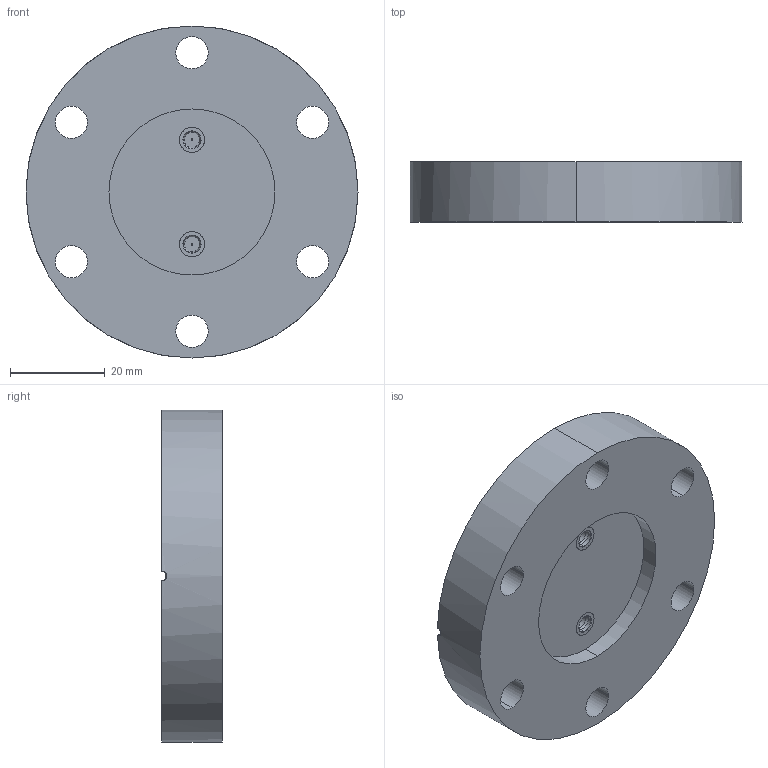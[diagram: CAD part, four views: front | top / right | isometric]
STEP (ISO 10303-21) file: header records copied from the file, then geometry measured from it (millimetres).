
FILE_DESCRIPTION (( 'STEP AP214' ), '1' );
FILE_NAME ('242-SMPD-SD-C40-2_00.STEP', '2024-10-11T09:57:10', ( '' ), ( '' ), 'SwSTEP 2.0', 'SolidWorks 2022', '' );
FILE_SCHEMA (( 'AUTOMOTIVE_DESIGN' ));
Length unit declared in the file: millimetre
Products named in the file (3): 242-SMPD-SD-C40-2_00; 242-SMPD-SD; 9242-SMPD-C40-X_9242-SMPD-C40-2
Assembly tree (3 placements, depth 2):
  242-SMPD-SD-C40-2_00
    9242-SMPD-C40-X_9242-SMPD-C40-2
    242-SMPD-SD  x2
Bounding box: 70 x 12.7 x 70 mm (x, y, z)
Volume: 40293.6 mm3; surface area: 13084.2 mm2
Topology: 5 solids, 5 shells, 91 faces, 210 edges, 126 vertices
Faces by surface type: cylinder 48, cone 20, plane 13, sphere 8, torus 2
Entity records: 2019 total; most frequent: DIRECTION 364, CARTESIAN_POINT 361, ORIENTED_EDGE 284, AXIS2_PLACEMENT_3D 157, EDGE_CURVE 142, CIRCLE 88, VERTEX_POINT 88, EDGE_LOOP 82
